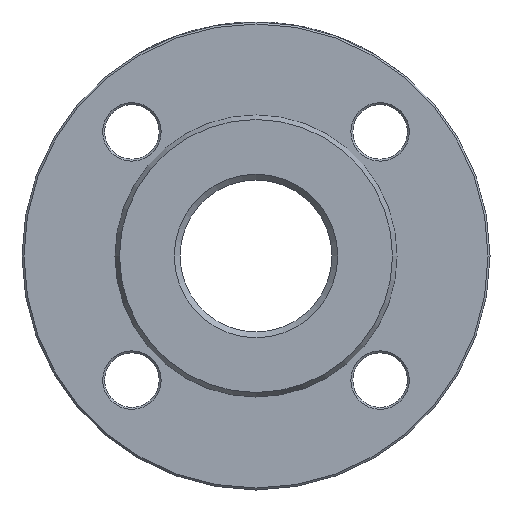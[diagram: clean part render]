
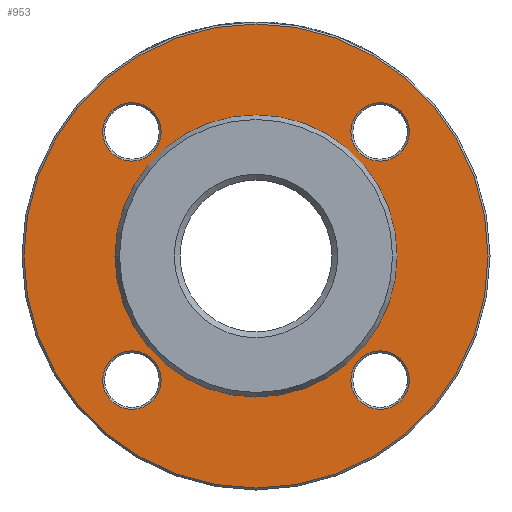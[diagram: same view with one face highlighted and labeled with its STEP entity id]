
A CAD part, left-side view. The second image highlights one B-rep face of the part: STEP entity #953.
In plain terms, the highlighted planar face has unit normal (-1, 0, 0).
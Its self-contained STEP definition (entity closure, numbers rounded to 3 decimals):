
#63 = ORIENTED_EDGE ( 'NONE', *, *, #3812, .T. ) ;
#123 = DIRECTION ( 'NONE',  ( 1., 0., 0. ) ) ;
#137 = CARTESIAN_POINT ( 'NONE',  ( 2., -31.82, -31.82 ) ) ;
#224 = ORIENTED_EDGE ( 'NONE', *, *, #3017, .T. ) ;
#424 = DIRECTION ( 'NONE',  ( 1., 0., 0. ) ) ;
#516 = DIRECTION ( 'NONE',  ( 0., 0., -1. ) ) ;
#672 = EDGE_LOOP ( 'NONE', ( #63 ) ) ;
#677 = CARTESIAN_POINT ( 'NONE',  ( 2., 0., 0. ) ) ;
#755 = AXIS2_PLACEMENT_3D ( 'NONE', #4739, #123, #4714 ) ;
#787 = CIRCLE ( 'NONE', #1116, 7.5 ) ;
#916 = DIRECTION ( 'NONE',  ( 0., -1., 0. ) ) ;
#921 = FACE_BOUND ( 'NONE', #1677, .T. ) ;
#940 = AXIS2_PLACEMENT_3D ( 'NONE', #2186, #2950, #2132 ) ;
#946 = FACE_BOUND ( 'NONE', #4637, .T. ) ;
#953 = ADVANCED_FACE ( 'NONE', ( #1303, #921, #946, #1685, #2841, #2792 ), #3607, .F. ) ;
#1062 = EDGE_LOOP ( 'NONE', ( #4873 ) ) ;
#1096 = AXIS2_PLACEMENT_3D ( 'NONE', #4394, #2066, #4694 ) ;
#1116 = AXIS2_PLACEMENT_3D ( 'NONE', #2036, #1298, #916 ) ;
#1152 = VERTEX_POINT ( 'NONE', #1818 ) ;
#1298 = DIRECTION ( 'NONE',  ( 1., 0., 0. ) ) ;
#1303 = FACE_BOUND ( 'NONE', #672, .T. ) ;
#1322 = DIRECTION ( 'NONE',  ( -1., 0., 0. ) ) ;
#1465 = CIRCLE ( 'NONE', #1857, 36.155 ) ;
#1471 = AXIS2_PLACEMENT_3D ( 'NONE', #137, #424, #3927 ) ;
#1501 = CARTESIAN_POINT ( 'NONE',  ( 2., 0., -59.5 ) ) ;
#1677 = EDGE_LOOP ( 'NONE', ( #224 ) ) ;
#1685 = FACE_BOUND ( 'NONE', #2376, .T. ) ;
#1761 = EDGE_CURVE ( 'NONE', #1152, #1152, #1465, .T. ) ;
#1818 = CARTESIAN_POINT ( 'NONE',  ( 2., 0., 36.155 ) ) ;
#1857 = AXIS2_PLACEMENT_3D ( 'NONE', #677, #2973, #3716 ) ;
#2036 = CARTESIAN_POINT ( 'NONE',  ( 2., 31.82, -31.82 ) ) ;
#2066 = DIRECTION ( 'NONE',  ( 1., 0., 0. ) ) ;
#2132 = DIRECTION ( 'NONE',  ( 0., 1., 0. ) ) ;
#2143 = CIRCLE ( 'NONE', #3183, 59.5 ) ;
#2186 = CARTESIAN_POINT ( 'NONE',  ( 2., -31.82, 31.82 ) ) ;
#2236 = VERTEX_POINT ( 'NONE', #2260 ) ;
#2260 = CARTESIAN_POINT ( 'NONE',  ( 2., -31.82, -24.32 ) ) ;
#2267 = EDGE_CURVE ( 'NONE', #4222, #4222, #3389, .T. ) ;
#2287 = VERTEX_POINT ( 'NONE', #3443 ) ;
#2376 = EDGE_LOOP ( 'NONE', ( #3598 ) ) ;
#2543 = ORIENTED_EDGE ( 'NONE', *, *, #1761, .F. ) ;
#2647 = CIRCLE ( 'NONE', #940, 7.5 ) ;
#2667 = CARTESIAN_POINT ( 'NONE',  ( 2., 24.32, -31.82 ) ) ;
#2698 = CARTESIAN_POINT ( 'NONE',  ( 2., 0., 0. ) ) ;
#2792 = FACE_BOUND ( 'NONE', #4237, .T. ) ;
#2841 = FACE_OUTER_BOUND ( 'NONE', #1062, .T. ) ;
#2950 = DIRECTION ( 'NONE',  ( 1., 0., 0. ) ) ;
#2973 = DIRECTION ( 'NONE',  ( -1., 0., 0. ) ) ;
#3017 = EDGE_CURVE ( 'NONE', #2236, #2236, #3625, .T. ) ;
#3021 = VERTEX_POINT ( 'NONE', #1501 ) ;
#3183 = AXIS2_PLACEMENT_3D ( 'NONE', #2698, #1322, #516 ) ;
#3389 = CIRCLE ( 'NONE', #755, 7.5 ) ;
#3443 = CARTESIAN_POINT ( 'NONE',  ( 2., -24.32, 31.82 ) ) ;
#3563 = ORIENTED_EDGE ( 'NONE', *, *, #4262, .T. ) ;
#3598 = ORIENTED_EDGE ( 'NONE', *, *, #2267, .T. ) ;
#3607 = PLANE ( 'NONE',  #1096 ) ;
#3625 = CIRCLE ( 'NONE', #1471, 7.5 ) ;
#3716 = DIRECTION ( 'NONE',  ( 0., 0., 1. ) ) ;
#3738 = EDGE_CURVE ( 'NONE', #3021, #3021, #2143, .T. ) ;
#3812 = EDGE_CURVE ( 'NONE', #4577, #4577, #787, .T. ) ;
#3849 = CARTESIAN_POINT ( 'NONE',  ( 2., 31.82, 24.32 ) ) ;
#3927 = DIRECTION ( 'NONE',  ( 0., 0., 1. ) ) ;
#4222 = VERTEX_POINT ( 'NONE', #3849 ) ;
#4237 = EDGE_LOOP ( 'NONE', ( #2543 ) ) ;
#4262 = EDGE_CURVE ( 'NONE', #2287, #2287, #2647, .T. ) ;
#4394 = CARTESIAN_POINT ( 'NONE',  ( 2., 36.155, 0. ) ) ;
#4577 = VERTEX_POINT ( 'NONE', #2667 ) ;
#4637 = EDGE_LOOP ( 'NONE', ( #3563 ) ) ;
#4694 = DIRECTION ( 'NONE',  ( 0., 0., -1. ) ) ;
#4714 = DIRECTION ( 'NONE',  ( 0., 0., -1. ) ) ;
#4739 = CARTESIAN_POINT ( 'NONE',  ( 2., 31.82, 31.82 ) ) ;
#4873 = ORIENTED_EDGE ( 'NONE', *, *, #3738, .T. ) ;
